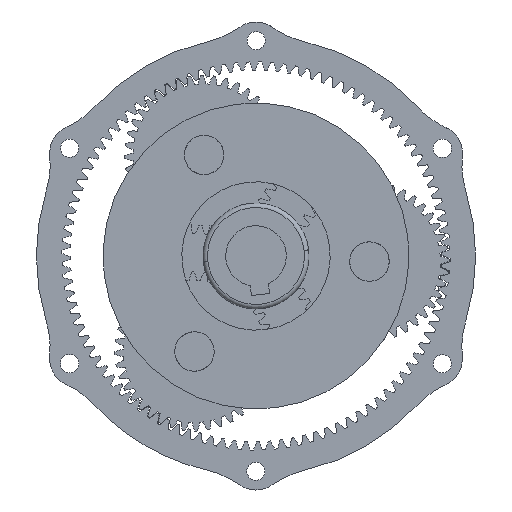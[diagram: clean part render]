
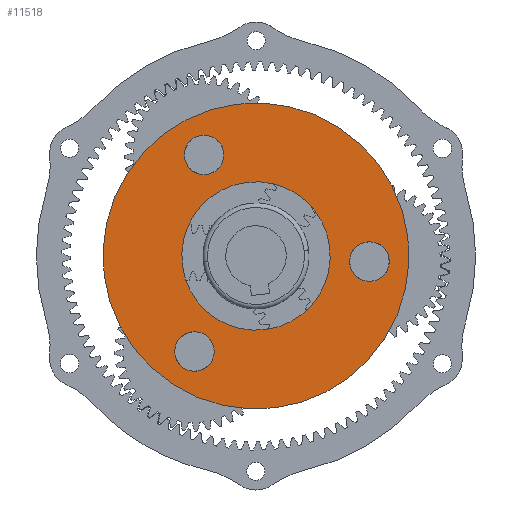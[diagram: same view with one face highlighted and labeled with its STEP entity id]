
A CAD part, left-side view. The second image highlights one B-rep face of the part: STEP entity #11518.
In plain terms, the highlighted face is planar.
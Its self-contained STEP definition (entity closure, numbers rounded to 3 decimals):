
#804 = EDGE_CURVE ( 'NONE', #24132, #25550, #13732, .T. ) ;
#1030 = FACE_BOUND ( 'NONE', #19210, .T. ) ;
#1399 = DIRECTION ( 'NONE',  ( 1., 0., 0. ) ) ;
#1435 = PLANE ( 'NONE',  #14833 ) ;
#1663 = AXIS2_PLACEMENT_3D ( 'NONE', #12837, #8846, #25186 ) ;
#2107 = CARTESIAN_POINT ( 'NONE',  ( -25.976, -18.75, 0. ) ) ;
#2463 = VERTEX_POINT ( 'NONE', #23533 ) ;
#2523 = EDGE_CURVE ( 'NONE', #24110, #11860, #7701, .T. ) ;
#2525 = VERTEX_POINT ( 'NONE', #24188 ) ;
#2945 = ORIENTED_EDGE ( 'NONE', *, *, #24155, .F. ) ;
#3416 = DIRECTION ( 'NONE',  ( 1., 0., 0. ) ) ;
#3466 = CARTESIAN_POINT ( 'NONE',  ( 0., 0., 0. ) ) ;
#4057 = VERTEX_POINT ( 'NONE', #2107 ) ;
#4140 = CARTESIAN_POINT ( 'NONE',  ( 0., 0., 0. ) ) ;
#4414 = DIRECTION ( 'NONE',  ( 1., 0., 0. ) ) ;
#5396 = ORIENTED_EDGE ( 'NONE', *, *, #8369, .T. ) ;
#7206 = EDGE_CURVE ( 'NONE', #25550, #24132, #16929, .T. ) ;
#7374 = EDGE_LOOP ( 'NONE', ( #16357, #7612 ) ) ;
#7612 = ORIENTED_EDGE ( 'NONE', *, *, #7206, .T. ) ;
#7701 = CIRCLE ( 'NONE', #16038, 6.5 ) ;
#8136 = AXIS2_PLACEMENT_3D ( 'NONE', #12934, #25947, #23639 ) ;
#8265 = AXIS2_PLACEMENT_3D ( 'NONE', #19198, #22903, #14396 ) ;
#8369 = EDGE_CURVE ( 'NONE', #20634, #4057, #8662, .T. ) ;
#8384 = CARTESIAN_POINT ( 'NONE',  ( -6.5, 37.5, 0. ) ) ;
#8413 = ORIENTED_EDGE ( 'NONE', *, *, #10725, .T. ) ;
#8662 = CIRCLE ( 'NONE', #1663, 6.5 ) ;
#8846 = DIRECTION ( 'NONE',  ( 0., 0., 1. ) ) ;
#9238 = DIRECTION ( 'NONE',  ( 0., 0., 1. ) ) ;
#9797 = CARTESIAN_POINT ( 'NONE',  ( 0., 0., 0. ) ) ;
#9992 = CARTESIAN_POINT ( 'NONE',  ( -38.976, -18.75, 0. ) ) ;
#10153 = CIRCLE ( 'NONE', #15439, 24.5 ) ;
#10494 = ORIENTED_EDGE ( 'NONE', *, *, #19493, .T. ) ;
#10725 = EDGE_CURVE ( 'NONE', #2463, #24792, #15294, .T. ) ;
#11162 = DIRECTION ( 'NONE',  ( 1., 0., 0. ) ) ;
#11518 = ADVANCED_FACE ( 'NONE', ( #22298, #22019, #1030, #11848, #20241 ), #1435, .F. ) ;
#11848 = FACE_BOUND ( 'NONE', #14853, .T. ) ;
#11860 = VERTEX_POINT ( 'NONE', #15813 ) ;
#11892 = EDGE_CURVE ( 'NONE', #17554, #2525, #21856, .T. ) ;
#12043 = DIRECTION ( 'NONE',  ( 0., 0., 1. ) ) ;
#12133 = ORIENTED_EDGE ( 'NONE', *, *, #2523, .T. ) ;
#12315 = DIRECTION ( 'NONE',  ( 1., 0., 0. ) ) ;
#12623 = DIRECTION ( 'NONE',  ( 1., 0., 0. ) ) ;
#12837 = CARTESIAN_POINT ( 'NONE',  ( -32.476, -18.75, 0. ) ) ;
#12910 = CARTESIAN_POINT ( 'NONE',  ( 25.976, -18.75, 0. ) ) ;
#12934 = CARTESIAN_POINT ( 'NONE',  ( 0., 37.5, 0. ) ) ;
#13245 = CIRCLE ( 'NONE', #15462, 6.5 ) ;
#13496 = CARTESIAN_POINT ( 'NONE',  ( 32.476, -18.75, 0. ) ) ;
#13515 = ORIENTED_EDGE ( 'NONE', *, *, #19478, .T. ) ;
#13692 = CIRCLE ( 'NONE', #17224, 6.5 ) ;
#13732 = CIRCLE ( 'NONE', #16844, 6.5 ) ;
#14020 = DIRECTION ( 'NONE',  ( 0., 0., 1. ) ) ;
#14196 = EDGE_CURVE ( 'NONE', #24792, #2463, #10153, .T. ) ;
#14396 = DIRECTION ( 'NONE',  ( 1., 0., 0. ) ) ;
#14467 = EDGE_LOOP ( 'NONE', ( #19012, #2945 ) ) ;
#14805 = AXIS2_PLACEMENT_3D ( 'NONE', #17042, #15252, #4414 ) ;
#14833 = AXIS2_PLACEMENT_3D ( 'NONE', #9797, #18182, #26535 ) ;
#14853 = EDGE_LOOP ( 'NONE', ( #5396, #10494 ) ) ;
#15252 = DIRECTION ( 'NONE',  ( 0., 0., 1. ) ) ;
#15294 = CIRCLE ( 'NONE', #8265, 24.5 ) ;
#15439 = AXIS2_PLACEMENT_3D ( 'NONE', #4140, #14020, #20341 ) ;
#15462 = AXIS2_PLACEMENT_3D ( 'NONE', #26450, #26585, #12315 ) ;
#15813 = CARTESIAN_POINT ( 'NONE',  ( 38.976, -18.75, 0. ) ) ;
#16038 = AXIS2_PLACEMENT_3D ( 'NONE', #13496, #9238, #11162 ) ;
#16357 = ORIENTED_EDGE ( 'NONE', *, *, #804, .T. ) ;
#16756 = CARTESIAN_POINT ( 'NONE',  ( 0., 37.5, 0. ) ) ;
#16844 = AXIS2_PLACEMENT_3D ( 'NONE', #16756, #25103, #12623 ) ;
#16929 = CIRCLE ( 'NONE', #8136, 6.5 ) ;
#17042 = CARTESIAN_POINT ( 'NONE',  ( 0., 0., 0. ) ) ;
#17224 = AXIS2_PLACEMENT_3D ( 'NONE', #26863, #12043, #3416 ) ;
#17554 = VERTEX_POINT ( 'NONE', #25538 ) ;
#18182 = DIRECTION ( 'NONE',  ( 0., 0., 1. ) ) ;
#18247 = CARTESIAN_POINT ( 'NONE',  ( 6.5, 37.5, 0. ) ) ;
#18707 = ORIENTED_EDGE ( 'NONE', *, *, #14196, .T. ) ;
#19012 = ORIENTED_EDGE ( 'NONE', *, *, #11892, .F. ) ;
#19198 = CARTESIAN_POINT ( 'NONE',  ( 0., 0., 0. ) ) ;
#19210 = EDGE_LOOP ( 'NONE', ( #12133, #13515 ) ) ;
#19478 = EDGE_CURVE ( 'NONE', #11860, #24110, #13245, .T. ) ;
#19493 = EDGE_CURVE ( 'NONE', #4057, #20634, #13692, .T. ) ;
#20207 = DIRECTION ( 'NONE',  ( 0., 0., 1. ) ) ;
#20241 = FACE_BOUND ( 'NONE', #25977, .T. ) ;
#20341 = DIRECTION ( 'NONE',  ( 1., 0., 0. ) ) ;
#20634 = VERTEX_POINT ( 'NONE', #9992 ) ;
#21856 = CIRCLE ( 'NONE', #25362, 50.5 ) ;
#22019 = FACE_BOUND ( 'NONE', #7374, .T. ) ;
#22298 = FACE_OUTER_BOUND ( 'NONE', #14467, .T. ) ;
#22903 = DIRECTION ( 'NONE',  ( 0., 0., 1. ) ) ;
#23533 = CARTESIAN_POINT ( 'NONE',  ( -24.5, 0., 0. ) ) ;
#23639 = DIRECTION ( 'NONE',  ( 1., 0., 0. ) ) ;
#24110 = VERTEX_POINT ( 'NONE', #12910 ) ;
#24132 = VERTEX_POINT ( 'NONE', #8384 ) ;
#24155 = EDGE_CURVE ( 'NONE', #2525, #17554, #26611, .T. ) ;
#24188 = CARTESIAN_POINT ( 'NONE',  ( 50.5, 0., 0. ) ) ;
#24214 = CARTESIAN_POINT ( 'NONE',  ( 24.5, 0., 0. ) ) ;
#24792 = VERTEX_POINT ( 'NONE', #24214 ) ;
#25103 = DIRECTION ( 'NONE',  ( 0., 0., 1. ) ) ;
#25186 = DIRECTION ( 'NONE',  ( 1., 0., 0. ) ) ;
#25362 = AXIS2_PLACEMENT_3D ( 'NONE', #3466, #20207, #1399 ) ;
#25538 = CARTESIAN_POINT ( 'NONE',  ( -50.5, 0., 0. ) ) ;
#25550 = VERTEX_POINT ( 'NONE', #18247 ) ;
#25947 = DIRECTION ( 'NONE',  ( 0., 0., 1. ) ) ;
#25977 = EDGE_LOOP ( 'NONE', ( #8413, #18707 ) ) ;
#26450 = CARTESIAN_POINT ( 'NONE',  ( 32.476, -18.75, 0. ) ) ;
#26535 = DIRECTION ( 'NONE',  ( 1., 0., 0. ) ) ;
#26585 = DIRECTION ( 'NONE',  ( 0., 0., 1. ) ) ;
#26611 = CIRCLE ( 'NONE', #14805, 50.5 ) ;
#26863 = CARTESIAN_POINT ( 'NONE',  ( -32.476, -18.75, 0. ) ) ;
